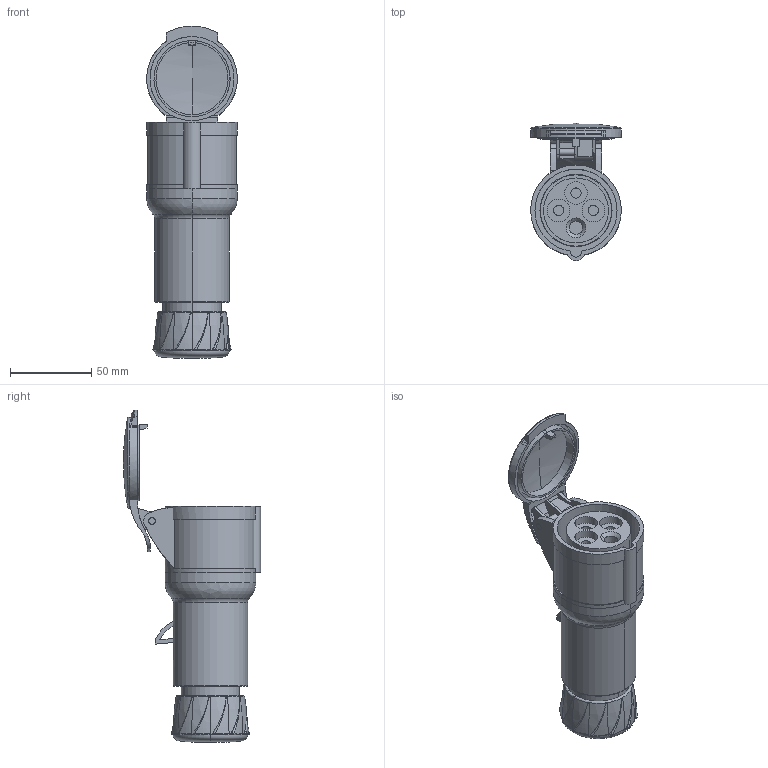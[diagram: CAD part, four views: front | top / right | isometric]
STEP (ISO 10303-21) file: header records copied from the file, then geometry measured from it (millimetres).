
FILE_DESCRIPTION((''),'2;1');
FILE_NAME('PKF16M434_3D-SIMPLIFIED_ASM','2022-10-25T09:49:39',('gines.fernandez'),(''),'CREO PARAMETRIC BY PTC INC, 2018260','CREO PARAMETRIC BY PTC INC, 2018260','');
FILE_SCHEMA(('CONFIG_CONTROL_DESIGN'));
Length unit declared in the file: inch
Products named in the file (8): PRT1; PRT6; PRT5; PRT2; PRT3; PRT4; PRT7; PKF16M434_3D-SIMPLIFIED_ASM
Assembly tree (7 placements, depth 2):
  PKF16M434_3D-SIMPLIFIED_ASM
    PRT1
    PRT6
    PRT5
    PRT2
    PRT3
    PRT4
    PRT7
Bounding box: 56 x 84.61 x 204.91 mm (x, y, z)
Volume: 162979 mm3; surface area: 90568.1 mm2
Topology: 7 solids, 7 shells, 449 faces, 1186 edges, 772 vertices
Faces by surface type: cylinder 184, plane 132, bspline 74, torus 42, cone 12, sphere 4, extrusion 1
Entity records: 19244 total; most frequent: CARTESIAN_POINT 8370, ORIENTED_EDGE 2364, DIRECTION 2144, EDGE_CURVE 1182, AXIS2_PLACEMENT_3D 897, VERTEX_POINT 772, CIRCLE 508, EDGE_LOOP 492
